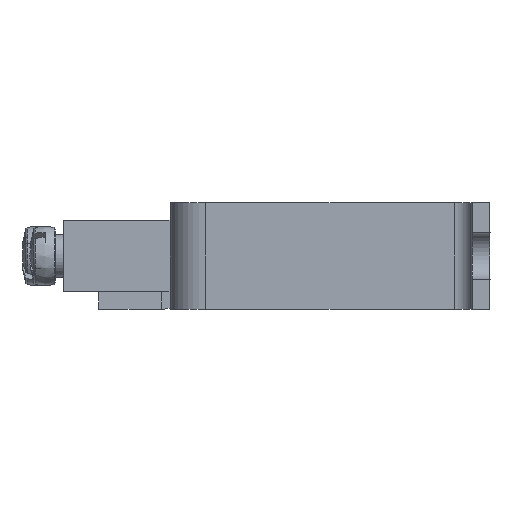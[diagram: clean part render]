
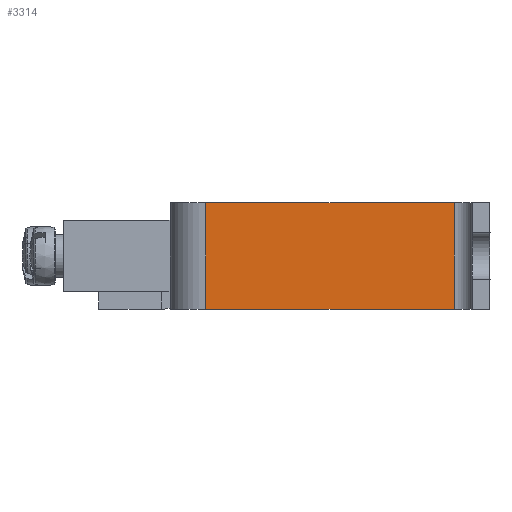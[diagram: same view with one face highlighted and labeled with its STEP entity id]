
A CAD part, left-side view. The second image highlights one B-rep face of the part: STEP entity #3314.
In plain terms, the highlighted planar face has unit normal (-1, 0, 0).
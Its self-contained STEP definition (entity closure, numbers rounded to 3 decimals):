
#435=LINE('',#5320,#601);
#443=LINE('',#5336,#609);
#451=LINE('',#5359,#617);
#452=LINE('',#5363,#618);
#601=VECTOR('',#4212,12.);
#609=VECTOR('',#4226,28.);
#617=VECTOR('',#4258,12.);
#618=VECTOR('',#4265,28.);
#755=PLANE('',#3578);
#1042=FACE_OUTER_BOUND('',#1252,.T.);
#1252=EDGE_LOOP('',(#2813,#2814,#2815,#2816));
#1846=VERTEX_POINT('',#5309);
#1847=VERTEX_POINT('',#5313);
#1852=VERTEX_POINT('',#5334);
#1855=VERTEX_POINT('',#5358);
#2203=EDGE_CURVE('',#1846,#1847,#435,.T.);
#2211=EDGE_CURVE('',#1852,#1847,#443,.T.);
#2223=EDGE_CURVE('',#1852,#1855,#451,.T.);
#2226=EDGE_CURVE('',#1846,#1855,#452,.T.);
#2813=ORIENTED_EDGE('',*,*,#2203,.T.);
#2814=ORIENTED_EDGE('',*,*,#2211,.F.);
#2815=ORIENTED_EDGE('',*,*,#2223,.T.);
#2816=ORIENTED_EDGE('',*,*,#2226,.F.);
#3314=ADVANCED_FACE('',(#1042),#755,.T.);
#3578=AXIS2_PLACEMENT_3D('',#5370,#4276,#4277);
#4212=DIRECTION('',(0.,-1.,0.));
#4226=DIRECTION('',(0.,0.,-1.));
#4258=DIRECTION('',(0.,1.,0.));
#4265=DIRECTION('',(0.,0.,1.));
#4276=DIRECTION('center_axis',(-1.,0.,0.));
#4277=DIRECTION('ref_axis',(0.,0.,1.));
#5309=CARTESIAN_POINT('',(-113.,6.,-30.));
#5313=CARTESIAN_POINT('',(-113.,-6.,-30.));
#5320=CARTESIAN_POINT('',(-113.,-3.,-30.));
#5334=CARTESIAN_POINT('',(-113.,-6.,-2.));
#5336=CARTESIAN_POINT('',(-113.,-6.,-2.));
#5358=CARTESIAN_POINT('',(-113.,6.,-2.));
#5359=CARTESIAN_POINT('',(-113.,0.,-2.));
#5363=CARTESIAN_POINT('',(-113.,6.,7.048));
#5370=CARTESIAN_POINT('Origin',(-113.,0.,-15.738));
